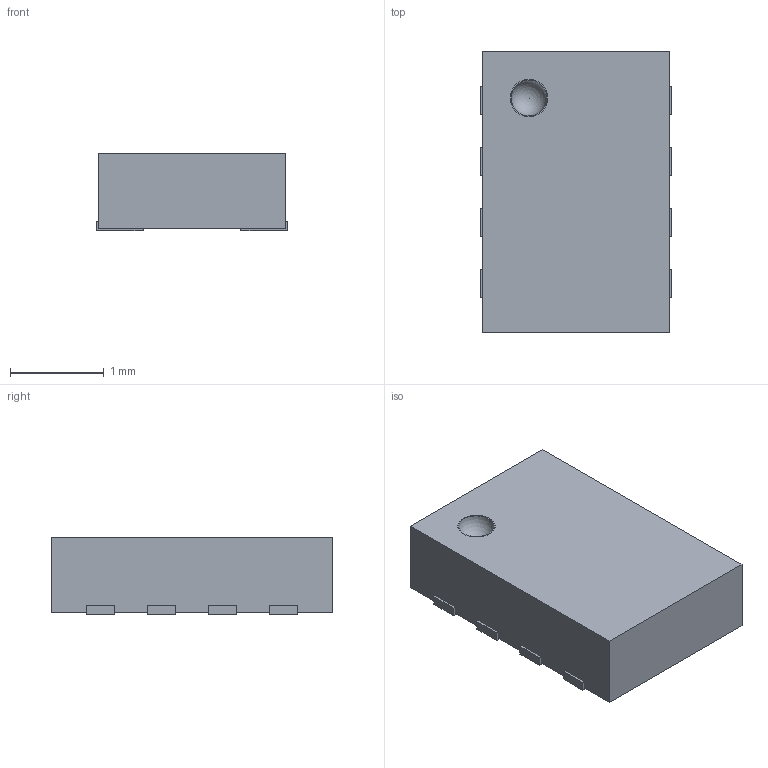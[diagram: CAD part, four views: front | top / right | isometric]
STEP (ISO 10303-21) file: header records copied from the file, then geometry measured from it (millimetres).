
FILE_DESCRIPTION( ( '' ), ' ' );
FILE_NAME( '5a46b9a49e36260ed1722f37.step', '2017-12-29T21:54:44', ( '' ), ( '' ), ' ', ' ', ' ' );
FILE_SCHEMA( ( 'AUTOMOTIVE_DESIGN { 1 0 10303 214 1 1 1 1 }' ) );
Length unit declared in the file: metre
Products named in the file (10): Open CASCADE STEP translator 6.8 20; Open CASCADE STEP translator 6.8 19; Open CASCADE STEP translator 6.8 18; Open CASCADE STEP translator 6.8 17; Open CASCADE STEP translator 6.8 16; Open CASCADE STEP translator 6.8 15; Open CASCADE STEP translator 6.8 14; Open CASCADE STEP translator 6.8 13; Open CASCADE STEP translator 6.8 12; Open CASCADE STEP translator 6.8 11
Bounding box: 2.04 x 3 x 0.82 mm (x, y, z)
Volume: 4.9 mm3; surface area: 24.3 mm2
Topology: 10 solids, 10 shells, 58 faces, 117 edges, 78 vertices
Faces by surface type: plane 55, sphere 3
Entity records: 2579 total; most frequent: CARTESIAN_POINT 257, DIRECTION 250, ORIENTED_EDGE 222, STYLED_ITEM 169, PRESENTATION_STYLE_ASSIGNMENT 169, COLOUR_RGB 169, EDGE_CURVE 111, CURVE_STYLE 111
